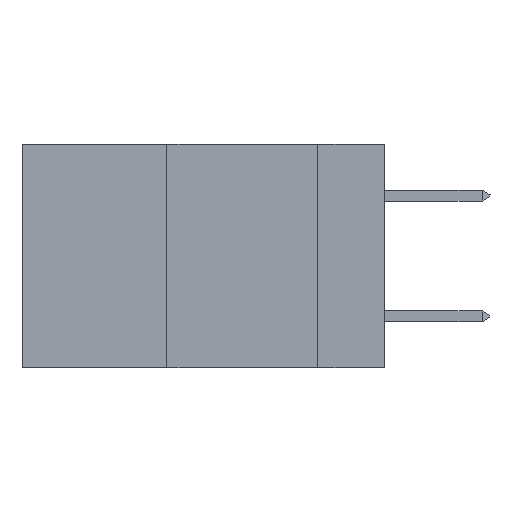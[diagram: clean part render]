
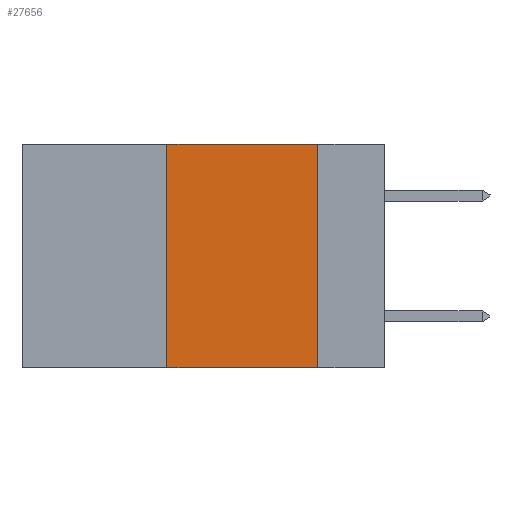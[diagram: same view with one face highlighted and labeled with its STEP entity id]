
A CAD part, left-side view. The second image highlights one B-rep face of the part: STEP entity #27656.
In plain terms, the highlighted planar face has unit normal (-1, 0, 0).
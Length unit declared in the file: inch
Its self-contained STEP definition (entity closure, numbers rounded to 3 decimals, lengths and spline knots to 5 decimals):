
#209 = CARTESIAN_POINT ( 'NONE',  ( 0., 0.36, 0. ) ) ;
#814 = EDGE_LOOP ( 'NONE', ( #24913, #13128, #24796, #23918 ) ) ;
#1176 = CARTESIAN_POINT ( 'NONE',  ( 0., 0.11, 0. ) ) ;
#2554 = CARTESIAN_POINT ( 'NONE',  ( 0., 0.11, 0. ) ) ;
#2947 = VERTEX_POINT ( 'NONE', #209 ) ;
#3323 = DIRECTION ( 'NONE',  ( 0., -1., 0. ) ) ;
#4238 = CARTESIAN_POINT ( 'NONE',  ( 0., 0.36, 0. ) ) ;
#4281 = CARTESIAN_POINT ( 'NONE',  ( 0., 0.6, 0. ) ) ;
#8857 = CARTESIAN_POINT ( 'NONE',  ( 0., 0.36, -0.37 ) ) ;
#9715 = EDGE_CURVE ( 'NONE', #2947, #26444, #10546, .T. ) ;
#10546 = LINE ( 'NONE', #4281, #24699 ) ;
#12299 = EDGE_CURVE ( 'NONE', #27198, #2947, #26822, .T. ) ;
#13128 = ORIENTED_EDGE ( 'NONE', *, *, #9715, .F. ) ;
#16338 = DIRECTION ( 'NONE',  ( 0., 0., -1. ) ) ;
#16660 = LINE ( 'NONE', #1176, #21825 ) ;
#17015 = DIRECTION ( 'NONE',  ( 0., 0., -1. ) ) ;
#18559 = VECTOR ( 'NONE', #3323, 39.37008 ) ;
#19926 = DIRECTION ( 'NONE',  ( 1., 0., 0. ) ) ;
#20170 = CARTESIAN_POINT ( 'NONE',  ( 0., 0.6, 0. ) ) ;
#21825 = VECTOR ( 'NONE', #16338, 39.37008 ) ;
#23071 = PLANE ( 'NONE',  #24468 ) ;
#23918 = ORIENTED_EDGE ( 'NONE', *, *, #36777, .T. ) ;
#24300 = CARTESIAN_POINT ( 'NONE',  ( 0., 0.6, -0.37 ) ) ;
#24468 = AXIS2_PLACEMENT_3D ( 'NONE', #20170, #19926, #17015 ) ;
#24699 = VECTOR ( 'NONE', #37067, 39.37008 ) ;
#24796 = ORIENTED_EDGE ( 'NONE', *, *, #12299, .F. ) ;
#24913 = ORIENTED_EDGE ( 'NONE', *, *, #37619, .F. ) ;
#26444 = VERTEX_POINT ( 'NONE', #2554 ) ;
#26822 = LINE ( 'NONE', #4238, #35259 ) ;
#27198 = VERTEX_POINT ( 'NONE', #8857 ) ;
#27656 = ADVANCED_FACE ( 'NONE', ( #30104 ), #23071, .F. ) ;
#30104 = FACE_OUTER_BOUND ( 'NONE', #814, .T. ) ;
#30693 = CARTESIAN_POINT ( 'NONE',  ( 0., 0.11, -0.37 ) ) ;
#31009 = DIRECTION ( 'NONE',  ( 0., 0., 1. ) ) ;
#35259 = VECTOR ( 'NONE', #31009, 39.37008 ) ;
#35515 = LINE ( 'NONE', #24300, #18559 ) ;
#36777 = EDGE_CURVE ( 'NONE', #27198, #37475, #35515, .T. ) ;
#37067 = DIRECTION ( 'NONE',  ( 0., -1., 0. ) ) ;
#37475 = VERTEX_POINT ( 'NONE', #30693 ) ;
#37619 = EDGE_CURVE ( 'NONE', #26444, #37475, #16660, .T. ) ;
